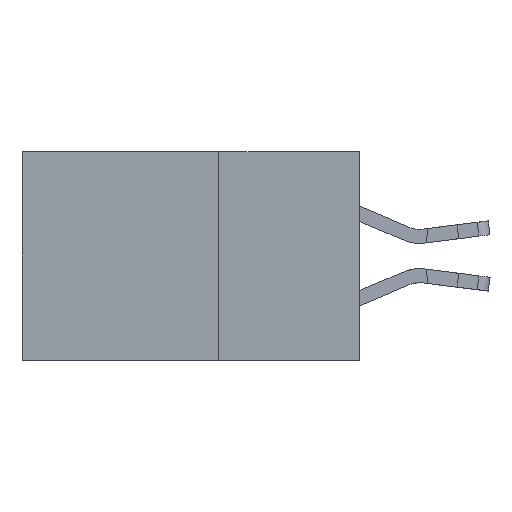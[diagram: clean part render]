
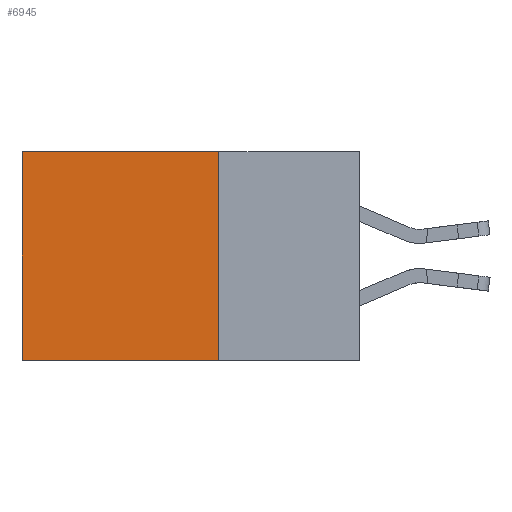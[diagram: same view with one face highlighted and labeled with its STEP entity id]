
A CAD part, left-side view. The second image highlights one B-rep face of the part: STEP entity #6945.
In plain terms, the highlighted planar face has unit normal (-1, 0, 0).
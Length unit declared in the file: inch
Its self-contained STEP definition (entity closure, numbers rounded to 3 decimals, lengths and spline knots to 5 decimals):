
#69 = VECTOR ( 'NONE', #1403, 39.37008 ) ;
#1285 = VECTOR ( 'NONE', #19708, 39.37008 ) ;
#1403 = DIRECTION ( 'NONE',  ( 0., 1., 0. ) ) ;
#1439 = ORIENTED_EDGE ( 'NONE', *, *, #14803, .F. ) ;
#2872 = CARTESIAN_POINT ( 'NONE',  ( 0.2875, 0.6, 0. ) ) ;
#3352 = CARTESIAN_POINT ( 'NONE',  ( 0.2875, 0.25, 0. ) ) ;
#3746 = ORIENTED_EDGE ( 'NONE', *, *, #10901, .T. ) ;
#5199 = DIRECTION ( 'NONE',  ( 0., 0., -1. ) ) ;
#5255 = FACE_OUTER_BOUND ( 'NONE', #9481, .T. ) ;
#6323 = EDGE_CURVE ( 'NONE', #6946, #21025, #17648, .T. ) ;
#6945 = ADVANCED_FACE ( 'NONE', ( #5255 ), #21245, .F. ) ;
#6946 = VERTEX_POINT ( 'NONE', #3352 ) ;
#9481 = EDGE_LOOP ( 'NONE', ( #3746, #1439, #16652, #19319 ) ) ;
#10901 = EDGE_CURVE ( 'NONE', #17117, #11267, #12510, .T. ) ;
#11267 = VERTEX_POINT ( 'NONE', #21930 ) ;
#12047 = CARTESIAN_POINT ( 'NONE',  ( 0.2875, 0.6, 0. ) ) ;
#12367 = CARTESIAN_POINT ( 'NONE',  ( 0.2875, 0.25, -0.37 ) ) ;
#12510 = LINE ( 'NONE', #2872, #16087 ) ;
#13771 = DIRECTION ( 'NONE',  ( 0., 0., -1. ) ) ;
#13861 = CARTESIAN_POINT ( 'NONE',  ( 0.2875, 0.25, -0.37 ) ) ;
#14216 = CARTESIAN_POINT ( 'NONE',  ( 0.2875, 0.25, 0. ) ) ;
#14377 = DIRECTION ( 'NONE',  ( 0., 0., -1. ) ) ;
#14803 = EDGE_CURVE ( 'NONE', #21025, #11267, #18175, .T. ) ;
#15981 = DIRECTION ( 'NONE',  ( 1., 0., 0. ) ) ;
#16087 = VECTOR ( 'NONE', #13771, 39.37008 ) ;
#16291 = LINE ( 'NONE', #23257, #1285 ) ;
#16652 = ORIENTED_EDGE ( 'NONE', *, *, #6323, .F. ) ;
#17117 = VERTEX_POINT ( 'NONE', #12047 ) ;
#17648 = LINE ( 'NONE', #17856, #21819 ) ;
#17856 = CARTESIAN_POINT ( 'NONE',  ( 0.2875, 0.25, 0. ) ) ;
#18175 = LINE ( 'NONE', #12367, #69 ) ;
#18764 = EDGE_CURVE ( 'NONE', #6946, #17117, #16291, .T. ) ;
#19319 = ORIENTED_EDGE ( 'NONE', *, *, #18764, .T. ) ;
#19708 = DIRECTION ( 'NONE',  ( 0., 1., 0. ) ) ;
#20419 = AXIS2_PLACEMENT_3D ( 'NONE', #14216, #15981, #5199 ) ;
#21025 = VERTEX_POINT ( 'NONE', #13861 ) ;
#21245 = PLANE ( 'NONE',  #20419 ) ;
#21819 = VECTOR ( 'NONE', #14377, 39.37008 ) ;
#21930 = CARTESIAN_POINT ( 'NONE',  ( 0.2875, 0.6, -0.37 ) ) ;
#23257 = CARTESIAN_POINT ( 'NONE',  ( 0.2875, 0.25, 0. ) ) ;
